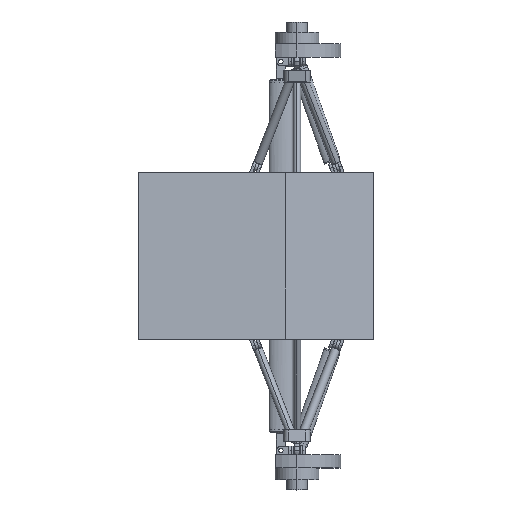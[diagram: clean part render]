
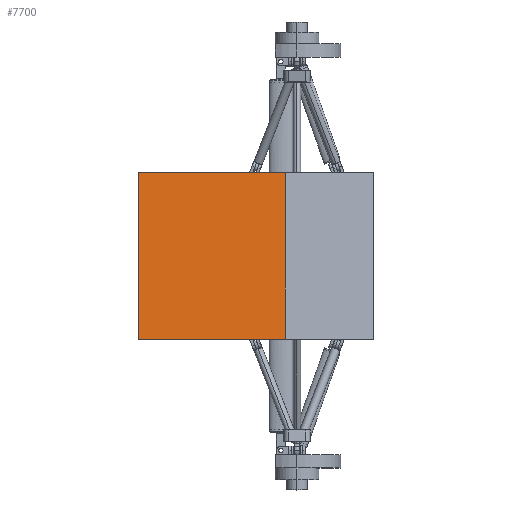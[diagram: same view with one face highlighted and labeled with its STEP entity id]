
A CAD part, top view. The second image highlights one B-rep face of the part: STEP entity #7700.
In plain terms, the highlighted planar face has unit normal (0.168, 0, 0.986).
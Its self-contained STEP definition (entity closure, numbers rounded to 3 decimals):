
#1479 = DIRECTION ( 'NONE',  ( -0.986, 0., 0.168 ) ) ;
#2029 = DIRECTION ( 'NONE',  ( 0., -1., 0. ) ) ;
#2330 = LINE ( 'NONE', #6014, #14164 ) ;
#2567 = CARTESIAN_POINT ( 'NONE',  ( 250., 0., 200. ) ) ;
#2764 = DIRECTION ( 'NONE',  ( -0.986, 0., 0.168 ) ) ;
#3753 = VERTEX_POINT ( 'NONE', #6799 ) ;
#3938 = LINE ( 'NONE', #14850, #7487 ) ;
#4259 = EDGE_CURVE ( 'NONE', #10211, #6547, #2330, .T. ) ;
#4331 = ORIENTED_EDGE ( 'NONE', *, *, #17008, .F. ) ;
#4659 = CARTESIAN_POINT ( 'NONE',  ( 0., 284.4, 242.5 ) ) ;
#5220 = ORIENTED_EDGE ( 'NONE', *, *, #14472, .T. ) ;
#5813 = CARTESIAN_POINT ( 'NONE',  ( 0., -284.4, 242.5 ) ) ;
#5893 = CARTESIAN_POINT ( 'NONE',  ( 500., 284.4, 157.5 ) ) ;
#6014 = CARTESIAN_POINT ( 'NONE',  ( 0., 0., 242.5 ) ) ;
#6409 = VECTOR ( 'NONE', #1479, 1000. ) ;
#6547 = VERTEX_POINT ( 'NONE', #15888 ) ;
#6799 = CARTESIAN_POINT ( 'NONE',  ( 500., -284.4, 157.5 ) ) ;
#7141 = EDGE_LOOP ( 'NONE', ( #12684, #17220, #4331, #5220 ) ) ;
#7487 = VECTOR ( 'NONE', #7760, 1000. ) ;
#7700 = ADVANCED_FACE ( 'NONE', ( #9829 ), #9543, .F. ) ;
#7743 = VECTOR ( 'NONE', #11117, 1000. ) ;
#7760 = DIRECTION ( 'NONE',  ( 0., -1., 0. ) ) ;
#9543 = PLANE ( 'NONE',  #10813 ) ;
#9829 = FACE_OUTER_BOUND ( 'NONE', #7141, .T. ) ;
#10211 = VERTEX_POINT ( 'NONE', #4659 ) ;
#10813 = AXIS2_PLACEMENT_3D ( 'NONE', #2567, #12663, #2764 ) ;
#10888 = LINE ( 'NONE', #5813, #7743 ) ;
#11117 = DIRECTION ( 'NONE',  ( 0.986, 0., -0.168 ) ) ;
#12663 = DIRECTION ( 'NONE',  ( -0.168, 0., -0.986 ) ) ;
#12684 = ORIENTED_EDGE ( 'NONE', *, *, #4259, .T. ) ;
#14164 = VECTOR ( 'NONE', #2029, 1000. ) ;
#14472 = EDGE_CURVE ( 'NONE', #14590, #10211, #17818, .T. ) ;
#14590 = VERTEX_POINT ( 'NONE', #17560 ) ;
#14850 = CARTESIAN_POINT ( 'NONE',  ( 500., 0., 157.5 ) ) ;
#14939 = EDGE_CURVE ( 'NONE', #6547, #3753, #10888, .T. ) ;
#15888 = CARTESIAN_POINT ( 'NONE',  ( 0., -284.4, 242.5 ) ) ;
#17008 = EDGE_CURVE ( 'NONE', #14590, #3753, #3938, .T. ) ;
#17220 = ORIENTED_EDGE ( 'NONE', *, *, #14939, .T. ) ;
#17560 = CARTESIAN_POINT ( 'NONE',  ( 500., 284.4, 157.5 ) ) ;
#17818 = LINE ( 'NONE', #5893, #6409 ) ;
